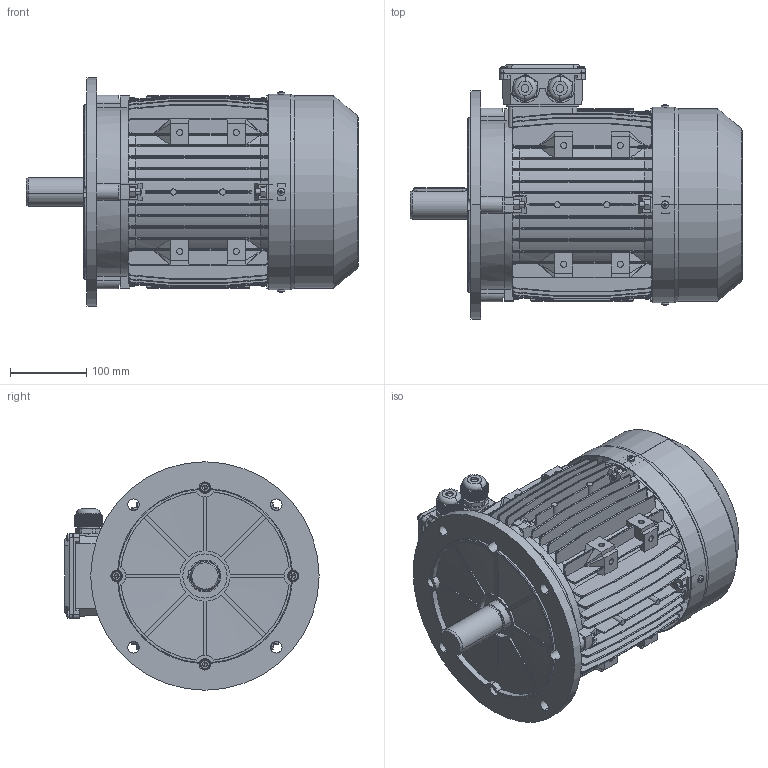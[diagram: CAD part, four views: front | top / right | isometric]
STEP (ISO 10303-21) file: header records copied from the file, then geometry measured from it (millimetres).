
FILE_DESCRIPTION (( 'STEP AP203' ), '1' );
FILE_NAME ('MS132S B5蚾饜芞.STEP', '2015-01-07T05:38:23', ( 'USER' ), ( 'MS' ), 'SwSTEP 2.0', 'SolidWorks 2008', '' );
FILE_SCHEMA (( 'CONFIG_CONTROL_DESIGN' ));
Length unit declared in the file: millimetre
Products named in the file (13): 132风叶_默认; 132 后盖_默认; Hexagon nuts grade C GB_GB_FASTENER_NUT_SNC1 M8-N; 112-132出线螺套_默认; Hexagon socket head cap screws GB_GB_FASTENER_SCREWS_HSHCS M8X40-N; MS132S B5蚾饜芞; 132S机壳_默认; 132S转轴_默认; 132风罩_默认; MS132接线盒盖_默认; MS132接线盒座_默认; Cross recessed thread forming screws GB_GB_CROSS_SCREWS_TYPE138 M5X12-N; 132 B5盖_默认
Assembly tree (34 placements, depth 2):
  MS132S B5蚾饜芞
    132 后盖_默认
    MS132接线盒盖_默认
    Hexagon nuts grade C GB_GB_FASTENER_NUT_SNC1 M8-N  x8
    112-132出线螺套_默认  x2
    Hexagon socket head cap screws GB_GB_FASTENER_SCREWS_HSHCS M8X40-N  x8
    132S转轴_默认
    Cross recessed thread forming screws GB_GB_CROSS_SCREWS_TYPE138 M5X12-N  x8
    132 B5盖_默认
    132风罩_默认
    132S机壳_默认
    132风叶_默认
    MS132接线盒座_默认
Bounding box: 435.99 x 334 x 300 mm (x, y, z)
Volume: 3167921.9 mm3; surface area: 1479999.9 mm2
Topology: 34 solids, 34 shells, 4350 faces, 11549 edges, 7341 vertices
Faces by surface type: plane 2567, cylinder 1154, bspline 280, cone 237, torus 84, sphere 28
Entity records: 124545 total; most frequent: CARTESIAN_POINT 33784, ORIENTED_EDGE 19538, DIRECTION 16963, EDGE_CURVE 9769, VECTOR 6365, LINE 6365, VERTEX_POINT 6206, AXIS2_PLACEMENT_3D 5299
